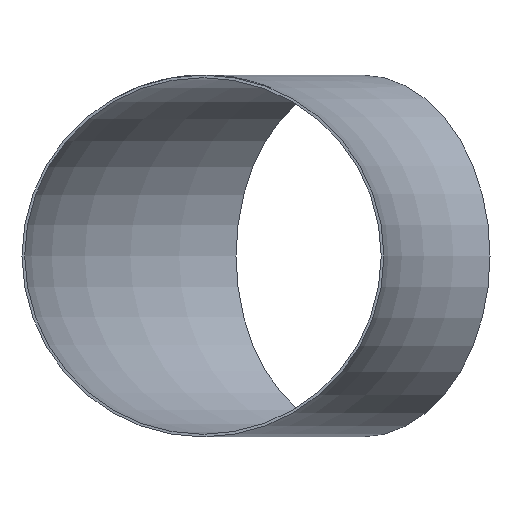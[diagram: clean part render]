
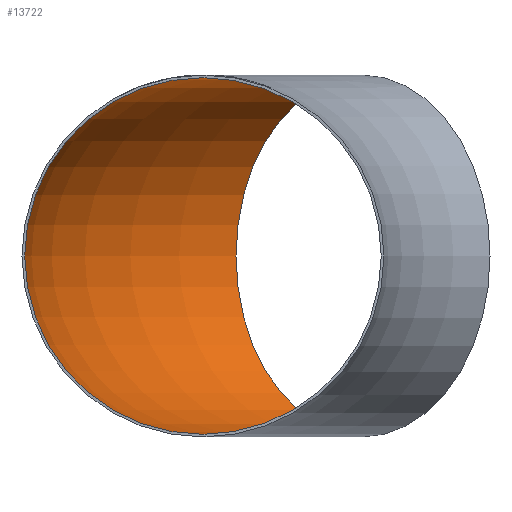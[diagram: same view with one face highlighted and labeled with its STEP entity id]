
A CAD part, front view. The second image highlights one B-rep face of the part: STEP entity #13722.
In plain terms, the highlighted toroidal (fillet/blend) face has major radius 610 mm and minor radius 200.2 mm.
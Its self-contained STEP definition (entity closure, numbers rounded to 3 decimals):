
#324 = ORIENTED_EDGE ( 'NONE', *, *, #30519, .F. ) ;
#1791 = CIRCLE ( 'NONE', #7294, 200.2 ) ;
#2851 = CARTESIAN_POINT ( 'NONE',  ( 0., 0., 0. ) ) ;
#4905 = FACE_OUTER_BOUND ( 'NONE', #9830, .T. ) ;
#7294 = AXIS2_PLACEMENT_3D ( 'NONE', #7534, #14798, #20126 ) ;
#7534 = CARTESIAN_POINT ( 'NONE',  ( -610., 0., 0. ) ) ;
#7828 = DIRECTION ( 'NONE',  ( 0., 0., -1. ) ) ;
#9830 = EDGE_LOOP ( 'NONE', ( #13991 ) ) ;
#9897 = DIRECTION ( 'NONE',  ( -1., 0., 0. ) ) ;
#10922 = CARTESIAN_POINT ( 'NONE',  ( -572.898, 572.898, 0. ) ) ;
#13699 = CARTESIAN_POINT ( 'NONE',  ( -610., 0., 200.2 ) ) ;
#13722 = ADVANCED_FACE ( 'NONE', ( #4905, #15251 ), #28432, .F. ) ;
#13991 = ORIENTED_EDGE ( 'NONE', *, *, #26734, .T. ) ;
#14798 = DIRECTION ( 'NONE',  ( 0., 1., 0. ) ) ;
#15251 = FACE_OUTER_BOUND ( 'NONE', #15858, .T. ) ;
#15858 = EDGE_LOOP ( 'NONE', ( #324 ) ) ;
#20126 = DIRECTION ( 'NONE',  ( 0., 0., 1. ) ) ;
#20483 = DIRECTION ( 'NONE',  ( -0.707, 0.707, 0. ) ) ;
#22384 = CARTESIAN_POINT ( 'NONE',  ( -431.335, 431.335, 0. ) ) ;
#24045 = VERTEX_POINT ( 'NONE', #10922 ) ;
#26734 = EDGE_CURVE ( 'NONE', #24045, #24045, #33716, .T. ) ;
#28432 = TOROIDAL_SURFACE ( 'NONE', #33411, 610., 200.2 ) ;
#28726 = AXIS2_PLACEMENT_3D ( 'NONE', #22384, #33303, #20483 ) ;
#30519 = EDGE_CURVE ( 'NONE', #32007, #32007, #1791, .T. ) ;
#32007 = VERTEX_POINT ( 'NONE', #13699 ) ;
#33303 = DIRECTION ( 'NONE',  ( 0.707, 0.707, 0. ) ) ;
#33411 = AXIS2_PLACEMENT_3D ( 'NONE', #2851, #7828, #9897 ) ;
#33716 = CIRCLE ( 'NONE', #28726, 200.2 ) ;
